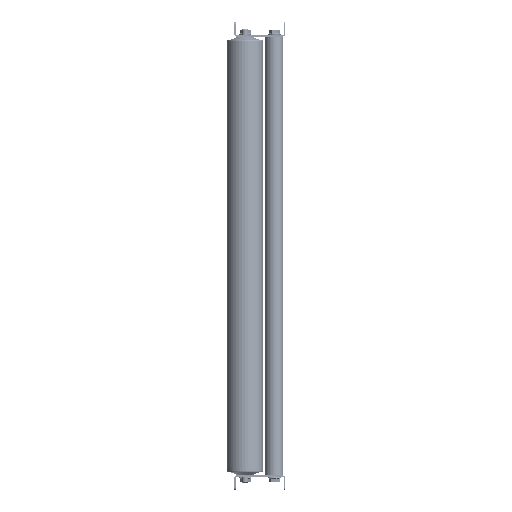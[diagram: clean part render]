
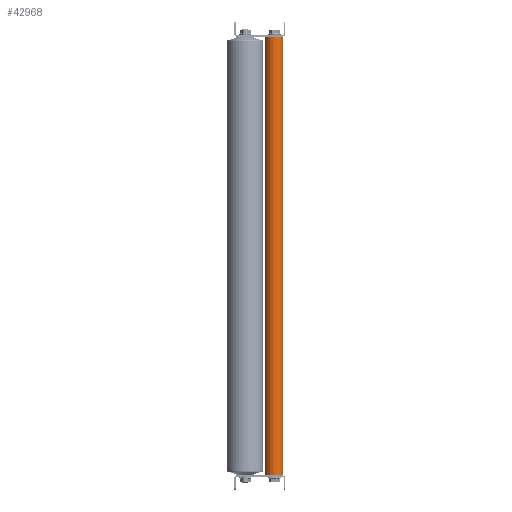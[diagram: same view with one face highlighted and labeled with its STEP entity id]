
A CAD part, left-side view. The second image highlights one B-rep face of the part: STEP entity #42968.
In plain terms, the highlighted cylindrical face has radius 12.5 mm (diameter 25 mm), a partial arc.
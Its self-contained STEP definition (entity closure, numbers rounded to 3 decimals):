
#849 = AXIS2_PLACEMENT_3D ( 'NONE', #34976, #39873, #5236 ) ;
#1179 = CARTESIAN_POINT ( 'NONE',  ( 600., 0., -12.5 ) ) ;
#2169 = CARTESIAN_POINT ( 'NONE',  ( 599., 0., 12.5 ) ) ;
#2303 = VERTEX_POINT ( 'NONE', #61326 ) ;
#5236 = DIRECTION ( 'NONE',  ( 0., 0., -1. ) ) ;
#6426 = EDGE_LOOP ( 'NONE', ( #7729, #54031, #30410, #42083 ) ) ;
#6428 = VERTEX_POINT ( 'NONE', #56645 ) ;
#6712 = EDGE_CURVE ( 'NONE', #33050, #24791, #39668, .T. ) ;
#7729 = ORIENTED_EDGE ( 'NONE', *, *, #10663, .T. ) ;
#10663 = EDGE_CURVE ( 'NONE', #33050, #6428, #11375, .T. ) ;
#10722 = DIRECTION ( 'NONE',  ( -1., 0., 0. ) ) ;
#11317 = CARTESIAN_POINT ( 'NONE',  ( 1., 0., 12.5 ) ) ;
#11375 = CIRCLE ( 'NONE', #849, 12.5 ) ;
#13092 = VECTOR ( 'NONE', #10722, 1000. ) ;
#13265 = CIRCLE ( 'NONE', #58094, 12.5 ) ;
#13815 = CARTESIAN_POINT ( 'NONE',  ( 600., 0., 0. ) ) ;
#16275 = LINE ( 'NONE', #1179, #13092 ) ;
#19885 = EDGE_CURVE ( 'NONE', #6428, #2303, #16275, .T. ) ;
#20836 = CARTESIAN_POINT ( 'NONE',  ( 1., 0., 0. ) ) ;
#22354 = DIRECTION ( 'NONE',  ( 0., 0., 1. ) ) ;
#24791 = VERTEX_POINT ( 'NONE', #11317 ) ;
#30410 = ORIENTED_EDGE ( 'NONE', *, *, #58110, .T. ) ;
#33050 = VERTEX_POINT ( 'NONE', #2169 ) ;
#34799 = VECTOR ( 'NONE', #59573, 1000. ) ;
#34976 = CARTESIAN_POINT ( 'NONE',  ( 599., 0., 0. ) ) ;
#38303 = DIRECTION ( 'NONE',  ( -1., 0., 0. ) ) ;
#39668 = LINE ( 'NONE', #49752, #34799 ) ;
#39873 = DIRECTION ( 'NONE',  ( -1., 0., 0. ) ) ;
#42083 = ORIENTED_EDGE ( 'NONE', *, *, #6712, .F. ) ;
#42535 = CYLINDRICAL_SURFACE ( 'NONE', #50029, 12.5 ) ;
#42968 = ADVANCED_FACE ( 'NONE', ( #58550 ), #42535, .T. ) ;
#49752 = CARTESIAN_POINT ( 'NONE',  ( 600., 0., 12.5 ) ) ;
#50029 = AXIS2_PLACEMENT_3D ( 'NONE', #13815, #38303, #22354 ) ;
#54031 = ORIENTED_EDGE ( 'NONE', *, *, #19885, .T. ) ;
#55408 = DIRECTION ( 'NONE',  ( 0., 0., -1. ) ) ;
#56645 = CARTESIAN_POINT ( 'NONE',  ( 599., 0., -12.5 ) ) ;
#58094 = AXIS2_PLACEMENT_3D ( 'NONE', #20836, #60310, #55408 ) ;
#58110 = EDGE_CURVE ( 'NONE', #2303, #24791, #13265, .T. ) ;
#58550 = FACE_OUTER_BOUND ( 'NONE', #6426, .T. ) ;
#59573 = DIRECTION ( 'NONE',  ( -1., 0., 0. ) ) ;
#60310 = DIRECTION ( 'NONE',  ( 1., 0., 0. ) ) ;
#61326 = CARTESIAN_POINT ( 'NONE',  ( 1., 0., -12.5 ) ) ;
